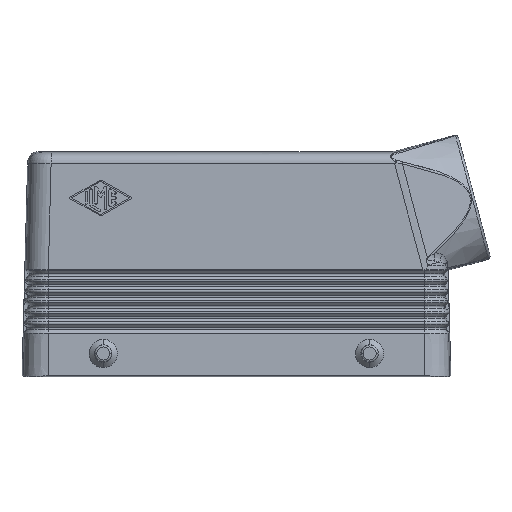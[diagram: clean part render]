
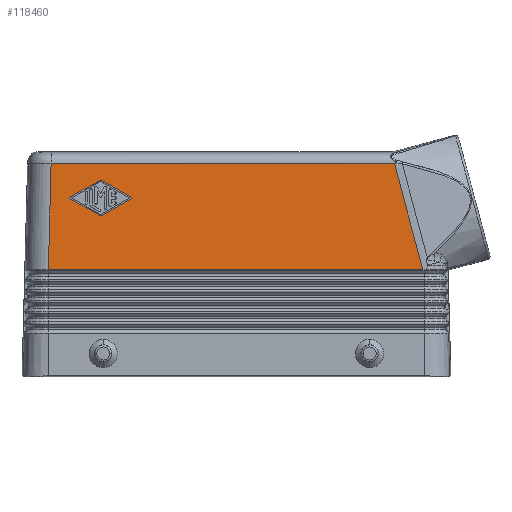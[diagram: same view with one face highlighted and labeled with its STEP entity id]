
A CAD part, front view. The second image highlights one B-rep face of the part: STEP entity #118460.
In plain terms, the highlighted planar face has unit normal (0, -1, 0.026).
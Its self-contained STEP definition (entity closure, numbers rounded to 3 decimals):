
#102380=CARTESIAN_POINT('',(-24.579,-20.32,
45.062));
#102390=VERTEX_POINT('',#102380);
#102560=CARTESIAN_POINT('',(-16.161,-20.194,
49.872));
#102570=VERTEX_POINT('',#102560);
#102600=CARTESIAN_POINT('',(0.,-19.952,59.107));
#102610=DIRECTION('',(-0.868,-0.013,
-0.496));
#102620=VECTOR('',#102610,1.);
#102630=LINE('',#102600,#102620);
#102640=EDGE_CURVE('',#102570,#102390,#102630,.T.);
#111750=CARTESIAN_POINT('',(-39.363,-20.714,
30.013));
#111760=VERTEX_POINT('',#111750);
#112030=CARTESIAN_POINT('',(-39.363,-20.714,
30.013));
#112040=DIRECTION('',(1.,0.,0.));
#112050=VECTOR('',#112040,1.);
#112060=LINE('',#112030,#112050);
#112070=CARTESIAN_POINT('',(65.373,-20.714,30.013
));
#112080=VERTEX_POINT('',#112070);
#112090=EDGE_CURVE('',#111760,#112080,#112060,.T.);
#117410=CARTESIAN_POINT('',(-38.607,-19.938,
59.634));
#117420=VERTEX_POINT('',#117410);
#117450=CARTESIAN_POINT('',(-38.607,-19.938,
59.634));
#117460=DIRECTION('',(-0.025,-0.026,
-0.999));
#117470=VECTOR('',#117460,1.);
#117480=LINE('',#117450,#117470);
#117490=EDGE_CURVE('',#117420,#111760,#117480,.T.);
#117620=CARTESIAN_POINT('',(-39.368,-21.5,0.));
#117630=DIRECTION('',(0.,1.,-0.026));
#117640=DIRECTION('',(0.,-0.026,-1.));
#117650=AXIS2_PLACEMENT_3D('',#117620,#117630,#117640);
#117660=PLANE('',#117650);
#117670=CARTESIAN_POINT('',(65.373,-20.714,30.013
));
#117680=DIRECTION('',(-0.258,0.025,
0.966));
#117690=VECTOR('',#117680,1.);
#117700=LINE('',#117670,#117690);
#117710=CARTESIAN_POINT('',(57.457,-19.938,
59.634));
#117720=VERTEX_POINT('',#117710);
#117730=EDGE_CURVE('',#112080,#117720,#117700,.T.);
#117740=ORIENTED_EDGE('',*,*,#117730,.T.);
#117750=ORIENTED_EDGE('',*,*,#112090,.T.);
#117760=ORIENTED_EDGE('',*,*,#117490,.T.);
#117770=CARTESIAN_POINT('',(30.957,-19.938,
59.634));
#117780=DIRECTION('',(-1.,0.,0.));
#117790=VECTOR('',#117780,1.);
#117800=LINE('',#117770,#117790);
#117810=EDGE_CURVE('',#117720,#117420,#117800,.T.);
#117820=ORIENTED_EDGE('',*,*,#117810,.T.);
#117830=EDGE_LOOP('',(#117820,#117760,#117750,#117740));
#117840=FACE_OUTER_BOUND('',#117830,.T.);
#117850=CARTESIAN_POINT('',(-24.744,-20.068,
54.682));
#117860=DIRECTION('',(0.,-1.,0.026));
#117870=DIRECTION('',(1.,0.,0.));
#117880=AXIS2_PLACEMENT_3D('',#117850,#117860,#117870);
#117890=CIRCLE('',#117880,0.333);
#117900=CARTESIAN_POINT('',(-24.579,-20.061,
54.971));
#117910=VERTEX_POINT('',#117900);
#117920=CARTESIAN_POINT('',(-24.909,-20.061,
54.971));
#117930=VERTEX_POINT('',#117920);
#117940=EDGE_CURVE('',#117910,#117930,#117890,.T.);
#117950=ORIENTED_EDGE('',*,*,#117940,.F.);
#117960=CARTESIAN_POINT('',(0.,-19.688,69.204));
#117970=DIRECTION('',(0.868,0.013,
0.496));
#117980=VECTOR('',#117970,1.);
#117990=LINE('',#117960,#117980);
#118000=CARTESIAN_POINT('',(-33.327,-20.186,
50.162));
#118010=VERTEX_POINT('',#118000);
#118020=EDGE_CURVE('',#118010,#117930,#117990,.T.);
#118030=ORIENTED_EDGE('',*,*,#118020,.T.);
#118040=CARTESIAN_POINT('',(-33.244,-20.19,
50.017));
#118050=DIRECTION('',(0.,-1.,0.026));
#118060=DIRECTION('',(1.,0.,0.));
#118070=AXIS2_PLACEMENT_3D('',#118040,#118050,#118060);
#118080=CIRCLE('',#118070,0.167);
#118090=CARTESIAN_POINT('',(-33.327,-20.194,
49.872));
#118100=VERTEX_POINT('',#118090);
#118110=EDGE_CURVE('',#118010,#118100,#118080,.T.);
#118120=ORIENTED_EDGE('',*,*,#118110,.F.);
#118130=CARTESIAN_POINT('',(0.,-20.693,30.829));
#118140=DIRECTION('',(-0.868,0.013,
0.496));
#118150=VECTOR('',#118140,1.);
#118160=LINE('',#118130,#118150);
#118170=CARTESIAN_POINT('',(-24.909,-20.32,
45.062));
#118180=VERTEX_POINT('',#118170);
#118190=EDGE_CURVE('',#118180,#118100,#118160,.T.);
#118200=ORIENTED_EDGE('',*,*,#118190,.T.);
#118210=CARTESIAN_POINT('',(-24.744,-20.312,
45.352));
#118220=DIRECTION('',(0.,-1.,0.026));
#118230=DIRECTION('',(1.,0.,0.));
#118240=AXIS2_PLACEMENT_3D('',#118210,#118220,#118230);
#118250=CIRCLE('',#118240,0.333);
#118260=EDGE_CURVE('',#118180,#102390,#118250,.T.);
#118270=ORIENTED_EDGE('',*,*,#118260,.F.);
#118280=ORIENTED_EDGE('',*,*,#102640,.T.);
#118290=CARTESIAN_POINT('',(-16.244,-20.19,
50.017));
#118300=DIRECTION('',(0.,-1.,0.026));
#118310=DIRECTION('',(1.,0.,0.));
#118320=AXIS2_PLACEMENT_3D('',#118290,#118300,#118310);
#118330=CIRCLE('',#118320,0.167);
#118340=CARTESIAN_POINT('',(-16.161,-20.186,
50.161));
#118350=VERTEX_POINT('',#118340);
#118360=EDGE_CURVE('',#102570,#118350,#118330,.T.);
#118370=ORIENTED_EDGE('',*,*,#118360,.F.);
#118380=CARTESIAN_POINT('',(0.,-20.428,40.927));
#118390=DIRECTION('',(0.868,-0.013,
-0.496));
#118400=VECTOR('',#118390,1.);
#118410=LINE('',#118380,#118400);
#118420=EDGE_CURVE('',#117910,#118350,#118410,.T.);
#118430=ORIENTED_EDGE('',*,*,#118420,.T.);
#118440=EDGE_LOOP('',(#118430,#118370,#118280,#118270,#118200,#118120,
#118030,#117950));
#118450=FACE_BOUND('',#118440,.T.);
#118460=ADVANCED_FACE('',(#117840,#118450),#117660,.F.);
